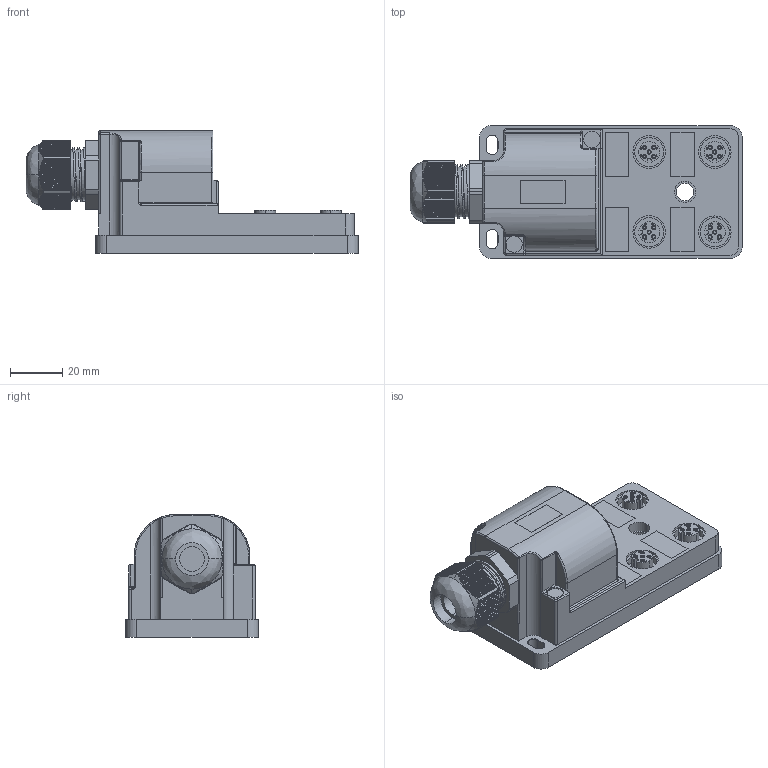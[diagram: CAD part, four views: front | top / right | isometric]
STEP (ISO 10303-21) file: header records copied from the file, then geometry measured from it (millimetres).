
FILE_DESCRIPTION (( 'STEP AP214' ), '1' );
FILE_NAME ('ZP-JBH44-00-FW.STEP', '2018-03-09T11:08:18', ( '' ), ( '' ), 'SwSTEP 2.0', 'SolidWorks 2017', '' );
FILE_SCHEMA (( 'AUTOMOTIVE_DESIGN' ));
Length unit declared in the file: inch
Products named in the file (1): ZP-JBH44-00-FW
Bounding box: 126.62 x 50.57 x 46.89 mm (x, y, z)
Volume: 131547.9 mm3; surface area: 29064.2 mm2
Topology: 7 solids, 13 shells, 1065 faces, 2768 edges, 1808 vertices
Faces by surface type: plane 636, cylinder 267, bspline 115, cone 47
Entity records: 47238 total; most frequent: CARTESIAN_POINT 13543, ORIENTED_EDGE 5526, DIRECTION 4702, EDGE_CURVE 2763, VERTEX_POINT 1808, LINE 1672, VECTOR 1672, AXIS2_PLACEMENT_3D 1515
